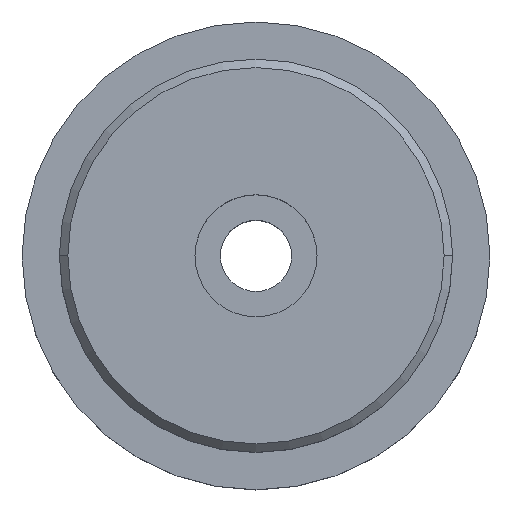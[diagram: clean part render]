
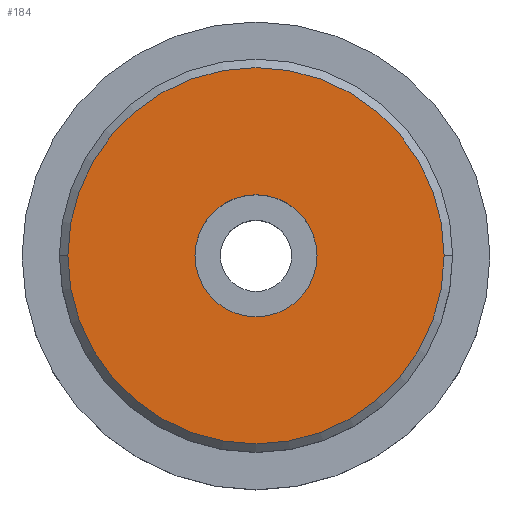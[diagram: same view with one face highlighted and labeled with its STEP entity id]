
A CAD part, top view. The second image highlights one B-rep face of the part: STEP entity #184.
In plain terms, the highlighted planar face has unit normal (0, 0, 1).
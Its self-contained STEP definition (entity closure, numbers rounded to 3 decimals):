
#100=VERTEX_POINT('',#264);
#122=EDGE_CURVE('',#180,#100,#289,.T.);
#180=VERTEX_POINT('',#360);
#184=ADVANCED_FACE('',(#364,#365),#366,.T.);
#190=EDGE_CURVE('',#208,#202,#373,.T.);
#196=EDGE_CURVE('',#100,#180,#379,.T.);
#198=EDGE_CURVE('',#202,#208,#381,.T.);
#202=VERTEX_POINT('',#385);
#208=VERTEX_POINT('',#391);
#264=CARTESIAN_POINT('',(9.0,0.,26.0));
#289=CIRCLE('',#470,9.0);
#360=CARTESIAN_POINT('',(-9.0,0.,26.0));
#364=FACE_OUTER_BOUND('',#563,.T.);
#365=FACE_BOUND('',#564,.T.);
#366=PLANE('',#565);
#373=CIRCLE('',#573,27.75);
#379=CIRCLE('',#583,9.0);
#381=CIRCLE('',#586,27.75);
#385=CARTESIAN_POINT('',(27.75,0.,26.0));
#391=CARTESIAN_POINT('',(-27.75,0.,26.0));
#470=AXIS2_PLACEMENT_3D('',#676,#677,#678);
#563=EDGE_LOOP('',(#793,#794));
#564=EDGE_LOOP('',(#795,#796));
#565=AXIS2_PLACEMENT_3D('',#797,#798,#799);
#573=AXIS2_PLACEMENT_3D('',#808,#809,#810);
#583=AXIS2_PLACEMENT_3D('',#815,#816,#817);
#586=AXIS2_PLACEMENT_3D('',#818,#819,#820);
#676=CARTESIAN_POINT('',(0.0,0.,26.0));
#677=DIRECTION('',(0.0,0.0,1.0));
#678=DIRECTION('',(-1.0,0.,0.0));
#793=ORIENTED_EDGE('',*,*,#190,.T.);
#794=ORIENTED_EDGE('',*,*,#198,.T.);
#795=ORIENTED_EDGE('',*,*,#122,.F.);
#796=ORIENTED_EDGE('',*,*,#196,.F.);
#797=CARTESIAN_POINT('',(-19.0,0.,26.0));
#798=DIRECTION('',(0.0,0.0,1.0));
#799=DIRECTION('',(-1.0,0.,0.0));
#808=CARTESIAN_POINT('',(0.0,0.,26.0));
#809=DIRECTION('',(0.0,0.0,1.0));
#810=DIRECTION('',(-1.0,0.,0.0));
#815=CARTESIAN_POINT('',(0.0,0.,26.0));
#816=DIRECTION('',(0.0,0.0,1.0));
#817=DIRECTION('',(-1.0,0.,0.0));
#818=CARTESIAN_POINT('',(0.0,0.,26.0));
#819=DIRECTION('',(0.0,0.0,1.0));
#820=DIRECTION('',(-1.0,0.,0.0));
